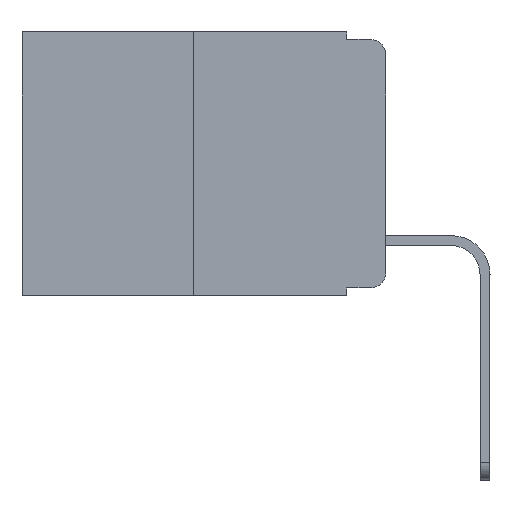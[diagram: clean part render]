
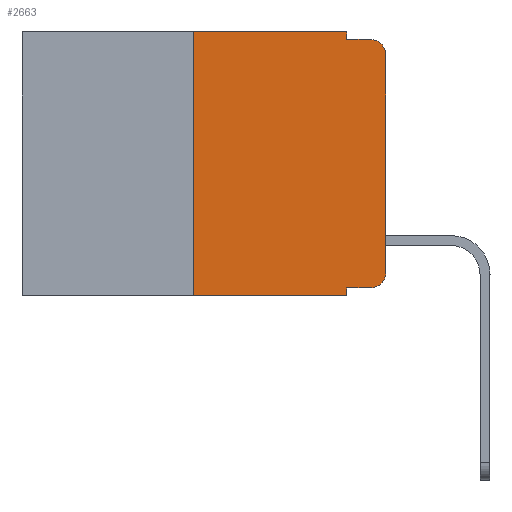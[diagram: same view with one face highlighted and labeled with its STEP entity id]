
A CAD part, left-side view. The second image highlights one B-rep face of the part: STEP entity #2663.
In plain terms, the highlighted planar face has unit normal (-1, 0, 0).
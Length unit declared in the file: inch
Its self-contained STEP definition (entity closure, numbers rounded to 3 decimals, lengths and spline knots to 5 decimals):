
#68 = EDGE_CURVE ( 'NONE', #11145, #5547, #5609, .T. ) ;
#100 = EDGE_CURVE ( 'NONE', #6578, #10221, #985, .T. ) ;
#985 = LINE ( 'NONE', #6158, #9611 ) ;
#1104 = LINE ( 'NONE', #10165, #11056 ) ;
#1630 = VERTEX_POINT ( 'NONE', #3207 ) ;
#1697 = EDGE_CURVE ( 'NONE', #11145, #10076, #10346, .T. ) ;
#1791 = CARTESIAN_POINT ( 'NONE',  ( 0., 0.02, -0.313 ) ) ;
#1796 = CARTESIAN_POINT ( 'NONE',  ( 0., 0.25, 0. ) ) ;
#1872 = DIRECTION ( 'NONE',  ( 0., 0., -1. ) ) ;
#2116 = DIRECTION ( 'NONE',  ( 0., 0., -1. ) ) ;
#2120 = EDGE_CURVE ( 'NONE', #10076, #6532, #9435, .T. ) ;
#2306 = ORIENTED_EDGE ( 'NONE', *, *, #9015, .F. ) ;
#2436 = EDGE_CURVE ( 'NONE', #1630, #6003, #6461, .T. ) ;
#2663 = ADVANCED_FACE ( 'NONE', ( #11497 ), #9330, .F. ) ;
#2673 = AXIS2_PLACEMENT_3D ( 'NONE', #8413, #10374, #1872 ) ;
#2876 = ORIENTED_EDGE ( 'NONE', *, *, #68, .F. ) ;
#3047 = CARTESIAN_POINT ( 'NONE',  ( 0., 0.051, -0.333 ) ) ;
#3129 = LINE ( 'NONE', #6169, #10423 ) ;
#3207 = CARTESIAN_POINT ( 'NONE',  ( 0., 0.25, -0.343 ) ) ;
#3435 = DIRECTION ( 'NONE',  ( 0., 0., -1. ) ) ;
#3479 = DIRECTION ( 'NONE',  ( 0., 0., 1. ) ) ;
#3761 = DIRECTION ( 'NONE',  ( -1., 0., 0. ) ) ;
#3826 = CARTESIAN_POINT ( 'NONE',  ( 0., 0.02, -0.333 ) ) ;
#3987 = ORIENTED_EDGE ( 'NONE', *, *, #2120, .T. ) ;
#4008 = DIRECTION ( 'NONE',  ( 0., 0., 1. ) ) ;
#4031 = AXIS2_PLACEMENT_3D ( 'NONE', #1791, #3761, #10417 ) ;
#4233 = DIRECTION ( 'NONE',  ( 0., -1., 0. ) ) ;
#4480 = CARTESIAN_POINT ( 'NONE',  ( 0., 0., 0. ) ) ;
#5159 = CARTESIAN_POINT ( 'NONE',  ( 0., 0.051, 0. ) ) ;
#5247 = DIRECTION ( 'NONE',  ( 0., -1., 0. ) ) ;
#5375 = CARTESIAN_POINT ( 'NONE',  ( 0., 0.051, -0.333 ) ) ;
#5395 = CARTESIAN_POINT ( 'NONE',  ( 0., 0., -0.313 ) ) ;
#5433 = VECTOR ( 'NONE', #4008, 39.37008 ) ;
#5547 = VERTEX_POINT ( 'NONE', #9581 ) ;
#5608 = ORIENTED_EDGE ( 'NONE', *, *, #5787, .T. ) ;
#5609 = LINE ( 'NONE', #6851, #9759 ) ;
#5787 = EDGE_CURVE ( 'NONE', #6532, #6606, #6542, .T. ) ;
#5855 = EDGE_CURVE ( 'NONE', #6003, #10613, #5940, .T. ) ;
#5940 = LINE ( 'NONE', #12126, #7120 ) ;
#6003 = VERTEX_POINT ( 'NONE', #1796 ) ;
#6158 = CARTESIAN_POINT ( 'NONE',  ( 0., 0.051, -0.01 ) ) ;
#6169 = CARTESIAN_POINT ( 'NONE',  ( 0., 0.473, -0.343 ) ) ;
#6187 = EDGE_CURVE ( 'NONE', #6606, #10221, #9509, .T. ) ;
#6331 = VECTOR ( 'NONE', #10104, 39.37008 ) ;
#6405 = EDGE_LOOP ( 'NONE', ( #5608, #10695, #8053, #2306, #9340, #8191, #9473, #2876, #9649, #3987 ) ) ;
#6461 = LINE ( 'NONE', #12307, #5433 ) ;
#6532 = VERTEX_POINT ( 'NONE', #5395 ) ;
#6542 = LINE ( 'NONE', #4480, #6677 ) ;
#6578 = VERTEX_POINT ( 'NONE', #11352 ) ;
#6606 = VERTEX_POINT ( 'NONE', #6720 ) ;
#6677 = VECTOR ( 'NONE', #3479, 39.37008 ) ;
#6720 = CARTESIAN_POINT ( 'NONE',  ( 0., 0., -0.03 ) ) ;
#6851 = CARTESIAN_POINT ( 'NONE',  ( 0., 0.051, 0. ) ) ;
#6892 = EDGE_CURVE ( 'NONE', #1630, #5547, #3129, .T. ) ;
#7120 = VECTOR ( 'NONE', #10252, 39.37008 ) ;
#7750 = AXIS2_PLACEMENT_3D ( 'NONE', #8667, #9870, #2116 ) ;
#8053 = ORIENTED_EDGE ( 'NONE', *, *, #100, .F. ) ;
#8191 = ORIENTED_EDGE ( 'NONE', *, *, #2436, .F. ) ;
#8413 = CARTESIAN_POINT ( 'NONE',  ( 0., 0.473, 0. ) ) ;
#8667 = CARTESIAN_POINT ( 'NONE',  ( 0., 0.02, -0.03 ) ) ;
#9015 = EDGE_CURVE ( 'NONE', #10613, #6578, #1104, .T. ) ;
#9330 = PLANE ( 'NONE',  #2673 ) ;
#9340 = ORIENTED_EDGE ( 'NONE', *, *, #5855, .F. ) ;
#9435 = CIRCLE ( 'NONE', #4031, 0.02 ) ;
#9473 = ORIENTED_EDGE ( 'NONE', *, *, #6892, .T. ) ;
#9509 = CIRCLE ( 'NONE', #7750, 0.02 ) ;
#9581 = CARTESIAN_POINT ( 'NONE',  ( 0., 0.051, -0.343 ) ) ;
#9611 = VECTOR ( 'NONE', #5247, 39.37008 ) ;
#9649 = ORIENTED_EDGE ( 'NONE', *, *, #1697, .T. ) ;
#9759 = VECTOR ( 'NONE', #10114, 39.37008 ) ;
#9870 = DIRECTION ( 'NONE',  ( -1., 0., 0. ) ) ;
#10076 = VERTEX_POINT ( 'NONE', #3826 ) ;
#10104 = DIRECTION ( 'NONE',  ( 0., -1., 0. ) ) ;
#10114 = DIRECTION ( 'NONE',  ( 0., 0., -1. ) ) ;
#10165 = CARTESIAN_POINT ( 'NONE',  ( 0., 0.051, 0. ) ) ;
#10221 = VERTEX_POINT ( 'NONE', #10632 ) ;
#10252 = DIRECTION ( 'NONE',  ( 0., -1., 0. ) ) ;
#10346 = LINE ( 'NONE', #5375, #6331 ) ;
#10374 = DIRECTION ( 'NONE',  ( 1., 0., 0. ) ) ;
#10417 = DIRECTION ( 'NONE',  ( 0., 0., -1. ) ) ;
#10423 = VECTOR ( 'NONE', #4233, 39.37008 ) ;
#10613 = VERTEX_POINT ( 'NONE', #5159 ) ;
#10632 = CARTESIAN_POINT ( 'NONE',  ( 0., 0.02, -0.01 ) ) ;
#10695 = ORIENTED_EDGE ( 'NONE', *, *, #6187, .T. ) ;
#11056 = VECTOR ( 'NONE', #3435, 39.37008 ) ;
#11145 = VERTEX_POINT ( 'NONE', #3047 ) ;
#11352 = CARTESIAN_POINT ( 'NONE',  ( 0., 0.051, -0.01 ) ) ;
#11497 = FACE_OUTER_BOUND ( 'NONE', #6405, .T. ) ;
#12126 = CARTESIAN_POINT ( 'NONE',  ( 0., 0.473, 0. ) ) ;
#12307 = CARTESIAN_POINT ( 'NONE',  ( 0., 0.25, 0. ) ) ;
